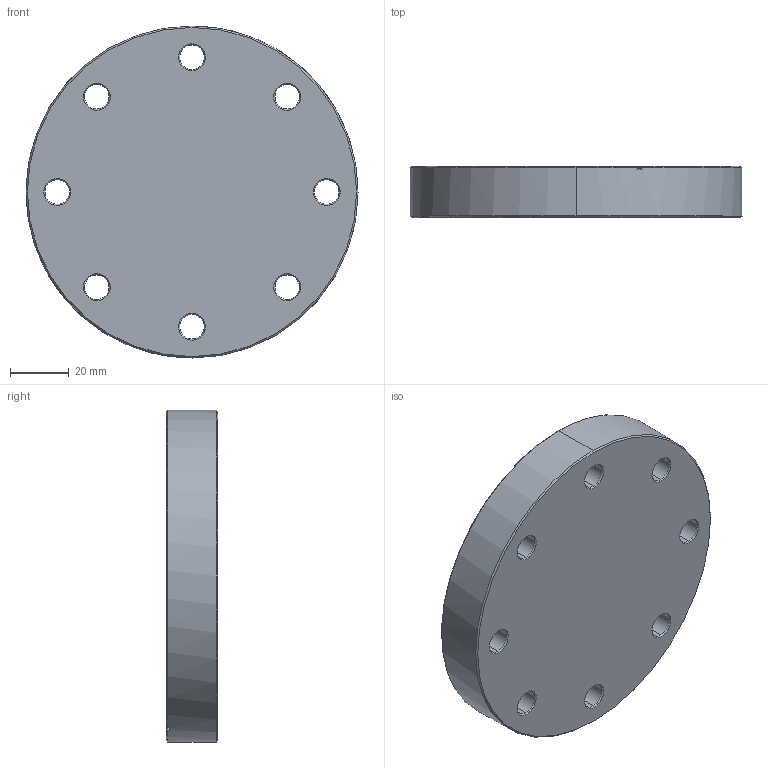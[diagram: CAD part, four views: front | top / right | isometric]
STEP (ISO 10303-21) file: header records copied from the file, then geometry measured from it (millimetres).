
FILE_DESCRIPTION (( 'STEP AP214' ), '1' );
FILE_NAME ('Hositrad_CF63-Blank.STEP', '2010-03-15T17:20:34', ( 'Hositrad' ), ( 'Hositrad' ), 'SwSTEP 2.0', 'SolidWorks 2010', '' );
FILE_SCHEMA (( 'AUTOMOTIVE_DESIGN' ));
Length unit declared in the file: millimetre
Products named in the file (1): Hositrad_CF63-Blank
Bounding box: 113.5 x 17.5 x 113.5 mm (x, y, z)
Volume: 162781.7 mm3; surface area: 29585.4 mm2
Topology: 1 solids, 1 shells, 71 faces, 168 edges, 99 vertices
Faces by surface type: cone 41, cylinder 20, plane 10
Entity records: 2109 total; most frequent: DIRECTION 397, CARTESIAN_POINT 351, ORIENTED_EDGE 336, EDGE_CURVE 168, AXIS2_PLACEMENT_3D 161, VERTEX_POINT 99, CIRCLE 89, EDGE_LOOP 87
